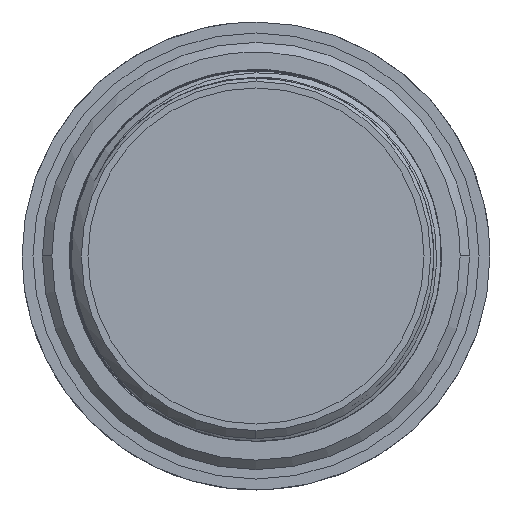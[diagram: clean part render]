
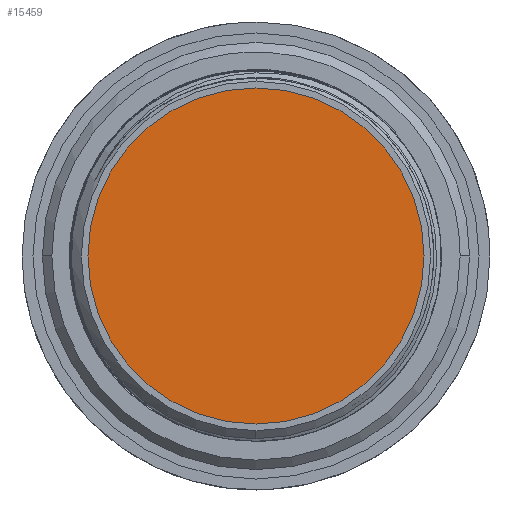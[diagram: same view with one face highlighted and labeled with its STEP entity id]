
A CAD part, front view. The second image highlights one B-rep face of the part: STEP entity #15459.
In plain terms, the highlighted planar face has unit normal (0, -1, 0).
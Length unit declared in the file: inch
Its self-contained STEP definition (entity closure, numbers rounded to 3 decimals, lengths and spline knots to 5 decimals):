
#326 = CIRCLE ( 'NONE', #17914, 1.05315 ) ;
#732 = EDGE_CURVE ( 'NONE', #17273, #13505, #326, .T. ) ;
#1626 = EDGE_CURVE ( 'NONE', #14209, #17273, #15478, .T. ) ;
#2810 = AXIS2_PLACEMENT_3D ( 'NONE', #17989, #8190, #11999 ) ;
#3190 = DIRECTION ( 'NONE',  ( 0., 0., -1. ) ) ;
#4252 = CARTESIAN_POINT ( 'NONE',  ( 1.05315, -3.89764, 0. ) ) ;
#4631 = DIRECTION ( 'NONE',  ( 0., 1., 0. ) ) ;
#5717 = FACE_OUTER_BOUND ( 'NONE', #5737, .T. ) ;
#5737 = EDGE_LOOP ( 'NONE', ( #9613, #6456, #12316 ) ) ;
#6009 = AXIS2_PLACEMENT_3D ( 'NONE', #12213, #16752, #16557 ) ;
#6456 = ORIENTED_EDGE ( 'NONE', *, *, #18725, .F. ) ;
#7242 = CIRCLE ( 'NONE', #6009, 1.05315 ) ;
#7445 = DIRECTION ( 'NONE',  ( 0., -1., 0. ) ) ;
#8190 = DIRECTION ( 'NONE',  ( 0., 1., 0. ) ) ;
#9183 = CARTESIAN_POINT ( 'NONE',  ( 0., -3.89764, -1.05315 ) ) ;
#9613 = ORIENTED_EDGE ( 'NONE', *, *, #1626, .F. ) ;
#10349 = PLANE ( 'NONE',  #15693 ) ;
#11999 = DIRECTION ( 'NONE',  ( 0., 0., -1. ) ) ;
#12213 = CARTESIAN_POINT ( 'NONE',  ( 0., -3.89764, 0. ) ) ;
#12316 = ORIENTED_EDGE ( 'NONE', *, *, #732, .F. ) ;
#13505 = VERTEX_POINT ( 'NONE', #9183 ) ;
#13559 = CARTESIAN_POINT ( 'NONE',  ( -1.05315, -3.89764, 0. ) ) ;
#14209 = VERTEX_POINT ( 'NONE', #13559 ) ;
#14621 = DIRECTION ( 'NONE',  ( 0., 0., -1. ) ) ;
#15459 = ADVANCED_FACE ( 'NONE', ( #5717 ), #10349, .T. ) ;
#15478 = CIRCLE ( 'NONE', #2810, 1.05315 ) ;
#15693 = AXIS2_PLACEMENT_3D ( 'NONE', #18959, #7445, #14621 ) ;
#16557 = DIRECTION ( 'NONE',  ( 0., 0., -1. ) ) ;
#16752 = DIRECTION ( 'NONE',  ( 0., 1., 0. ) ) ;
#17273 = VERTEX_POINT ( 'NONE', #4252 ) ;
#17875 = CARTESIAN_POINT ( 'NONE',  ( 0., -3.89764, 0. ) ) ;
#17914 = AXIS2_PLACEMENT_3D ( 'NONE', #17875, #4631, #3190 ) ;
#17989 = CARTESIAN_POINT ( 'NONE',  ( 0., -3.89764, 0. ) ) ;
#18725 = EDGE_CURVE ( 'NONE', #13505, #14209, #7242, .T. ) ;
#18959 = CARTESIAN_POINT ( 'NONE',  ( 0., -3.89764, 0. ) ) ;
